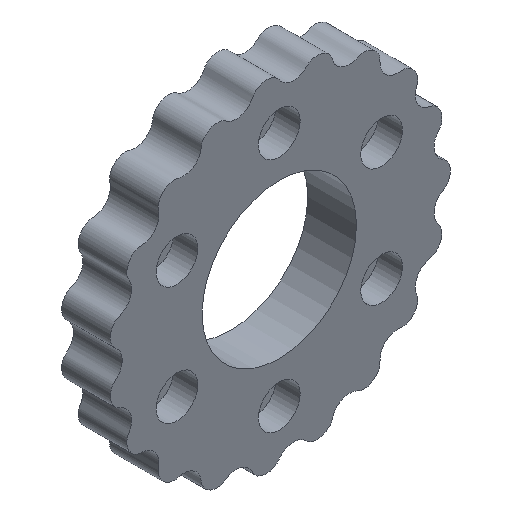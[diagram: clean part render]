
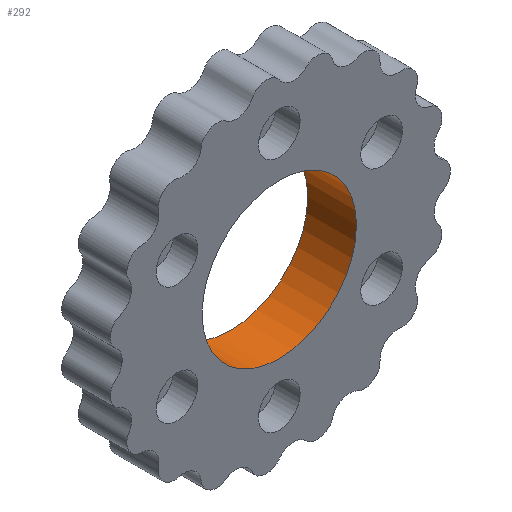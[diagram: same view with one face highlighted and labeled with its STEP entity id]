
A CAD part, isometric view. The second image highlights one B-rep face of the part: STEP entity #292.
In plain terms, the highlighted cylindrical face has radius 11.1 mm (diameter 22.2 mm), a full revolution.
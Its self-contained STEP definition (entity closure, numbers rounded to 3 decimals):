
#28=FACE_BOUND('',#84,.T.);
#61=FACE_OUTER_BOUND('',#83,.T.);
#83=EDGE_LOOP('',(#221));
#84=EDGE_LOOP('',(#222));
#138=CIRCLE('',#335,11.1);
#139=CIRCLE('',#336,11.1);
#164=VERTEX_POINT('',#480);
#165=VERTEX_POINT('',#482);
#192=EDGE_CURVE('',#164,#164,#138,.T.);
#193=EDGE_CURVE('',#165,#165,#139,.T.);
#221=ORIENTED_EDGE('',*,*,#192,.F.);
#222=ORIENTED_EDGE('',*,*,#193,.F.);
#279=CYLINDRICAL_SURFACE('',#334,11.1);
#292=ADVANCED_FACE('',(#61,#28),#279,.F.);
#334=AXIS2_PLACEMENT_3D('',#479,#383,#384);
#335=AXIS2_PLACEMENT_3D('',#481,#385,#386);
#336=AXIS2_PLACEMENT_3D('',#483,#387,#388);
#383=DIRECTION('center_axis',(0.,1.,0.));
#384=DIRECTION('ref_axis',(-1.,0.,0.));
#385=DIRECTION('center_axis',(0.,-1.,0.));
#386=DIRECTION('ref_axis',(-1.,0.,0.));
#387=DIRECTION('center_axis',(0.,1.,0.));
#388=DIRECTION('ref_axis',(-1.,0.,0.));
#479=CARTESIAN_POINT('Origin',(0.,0.,
0.));
#480=CARTESIAN_POINT('',(11.1,7.,0.));
#481=CARTESIAN_POINT('Origin',(0.,7.,0.));
#482=CARTESIAN_POINT('',(11.1,0.,0.));
#483=CARTESIAN_POINT('Origin',(0.,0.,0.));
